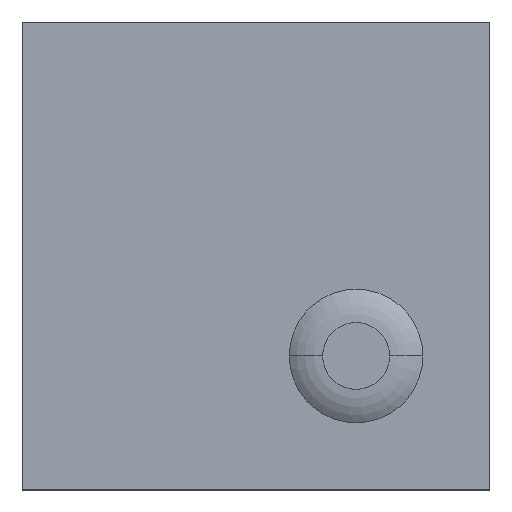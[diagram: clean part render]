
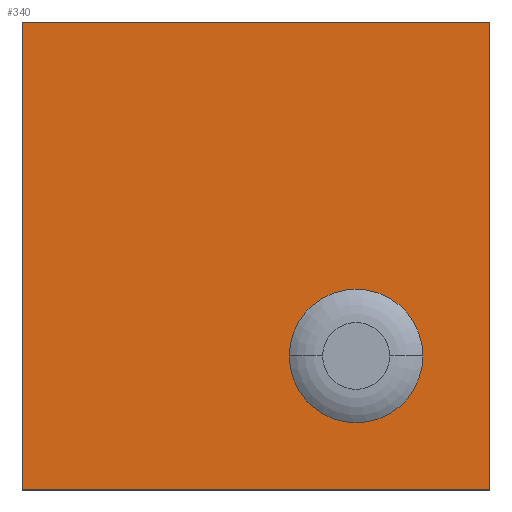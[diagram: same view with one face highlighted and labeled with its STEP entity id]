
A CAD part, top view. The second image highlights one B-rep face of the part: STEP entity #340.
In plain terms, the highlighted planar face has unit normal (0, 0, 1).
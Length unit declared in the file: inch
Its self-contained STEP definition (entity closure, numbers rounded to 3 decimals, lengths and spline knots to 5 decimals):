
#10 = ORIENTED_EDGE ( 'NONE', *, *, #547, .T. ) ;
#16 = CARTESIAN_POINT ( 'NONE',  ( 0.00899, -0.00899, 0.012 ) ) ;
#17 = CARTESIAN_POINT ( 'NONE',  ( 0.021, 0.021, 0.012 ) ) ;
#22 = CARTESIAN_POINT ( 'NONE',  ( -0.021, 0.021, 0.012 ) ) ;
#32 = CARTESIAN_POINT ( 'NONE',  ( 0.021, -0.021, 0.012 ) ) ;
#38 = EDGE_CURVE ( 'NONE', #223, #384, #486, .T. ) ;
#58 = DIRECTION ( 'NONE',  ( 0., -1., 0. ) ) ;
#65 = ORIENTED_EDGE ( 'NONE', *, *, #472, .T. ) ;
#66 = FACE_BOUND ( 'NONE', #549, .T. ) ;
#82 = EDGE_CURVE ( 'NONE', #323, #510, #120, .T. ) ;
#95 = VERTEX_POINT ( 'NONE', #32 ) ;
#111 = CARTESIAN_POINT ( 'NONE',  ( 0., 0., 0.012 ) ) ;
#120 = CIRCLE ( 'NONE', #462, 0.006 ) ;
#132 = CARTESIAN_POINT ( 'NONE',  ( 0.021, -0.021, 0.012 ) ) ;
#152 = AXIS2_PLACEMENT_3D ( 'NONE', #111, #580, #495 ) ;
#154 = ORIENTED_EDGE ( 'NONE', *, *, #38, .T. ) ;
#157 = LINE ( 'NONE', #500, #204 ) ;
#183 = EDGE_CURVE ( 'NONE', #375, #223, #225, .T. ) ;
#202 = EDGE_CURVE ( 'NONE', #510, #323, #240, .T. ) ;
#203 = DIRECTION ( 'NONE',  ( 0., 0., 1. ) ) ;
#204 = VECTOR ( 'NONE', #596, 39.37008 ) ;
#206 = EDGE_LOOP ( 'NONE', ( #10, #292, #154, #65 ) ) ;
#223 = VERTEX_POINT ( 'NONE', #275 ) ;
#225 = LINE ( 'NONE', #358, #289 ) ;
#240 = CIRCLE ( 'NONE', #249, 0.006 ) ;
#243 = ORIENTED_EDGE ( 'NONE', *, *, #202, .F. ) ;
#249 = AXIS2_PLACEMENT_3D ( 'NONE', #264, #413, #597 ) ;
#263 = FACE_OUTER_BOUND ( 'NONE', #206, .T. ) ;
#264 = CARTESIAN_POINT ( 'NONE',  ( 0.00899, -0.00899, 0.012 ) ) ;
#265 = DIRECTION ( 'NONE',  ( 0., 1., 0. ) ) ;
#275 = CARTESIAN_POINT ( 'NONE',  ( -0.021, 0.021, 0.012 ) ) ;
#279 = VECTOR ( 'NONE', #58, 39.37008 ) ;
#289 = VECTOR ( 'NONE', #505, 39.37008 ) ;
#292 = ORIENTED_EDGE ( 'NONE', *, *, #183, .T. ) ;
#323 = VERTEX_POINT ( 'NONE', #386 ) ;
#329 = ORIENTED_EDGE ( 'NONE', *, *, #82, .F. ) ;
#340 = ADVANCED_FACE ( 'NONE', ( #66, #263 ), #400, .T. ) ;
#358 = CARTESIAN_POINT ( 'NONE',  ( 0.021, 0.021, 0.012 ) ) ;
#373 = CARTESIAN_POINT ( 'NONE',  ( 0.01499, -0.00899, 0.012 ) ) ;
#375 = VERTEX_POINT ( 'NONE', #17 ) ;
#384 = VERTEX_POINT ( 'NONE', #530 ) ;
#386 = CARTESIAN_POINT ( 'NONE',  ( 0.00299, -0.00899, 0.012 ) ) ;
#395 = DIRECTION ( 'NONE',  ( 1., 0., 0. ) ) ;
#400 = PLANE ( 'NONE',  #152 ) ;
#413 = DIRECTION ( 'NONE',  ( 0., 0., 1. ) ) ;
#418 = LINE ( 'NONE', #132, #436 ) ;
#436 = VECTOR ( 'NONE', #265, 39.37008 ) ;
#462 = AXIS2_PLACEMENT_3D ( 'NONE', #16, #203, #395 ) ;
#472 = EDGE_CURVE ( 'NONE', #384, #95, #157, .T. ) ;
#486 = LINE ( 'NONE', #22, #279 ) ;
#495 = DIRECTION ( 'NONE',  ( 1., 0., 0. ) ) ;
#500 = CARTESIAN_POINT ( 'NONE',  ( -0.021, -0.021, 0.012 ) ) ;
#505 = DIRECTION ( 'NONE',  ( -1., 0., 0. ) ) ;
#510 = VERTEX_POINT ( 'NONE', #373 ) ;
#530 = CARTESIAN_POINT ( 'NONE',  ( -0.021, -0.021, 0.012 ) ) ;
#547 = EDGE_CURVE ( 'NONE', #95, #375, #418, .T. ) ;
#549 = EDGE_LOOP ( 'NONE', ( #329, #243 ) ) ;
#580 = DIRECTION ( 'NONE',  ( 0., 0., 1. ) ) ;
#596 = DIRECTION ( 'NONE',  ( 1., 0., 0. ) ) ;
#597 = DIRECTION ( 'NONE',  ( 1., 0., 0. ) ) ;
